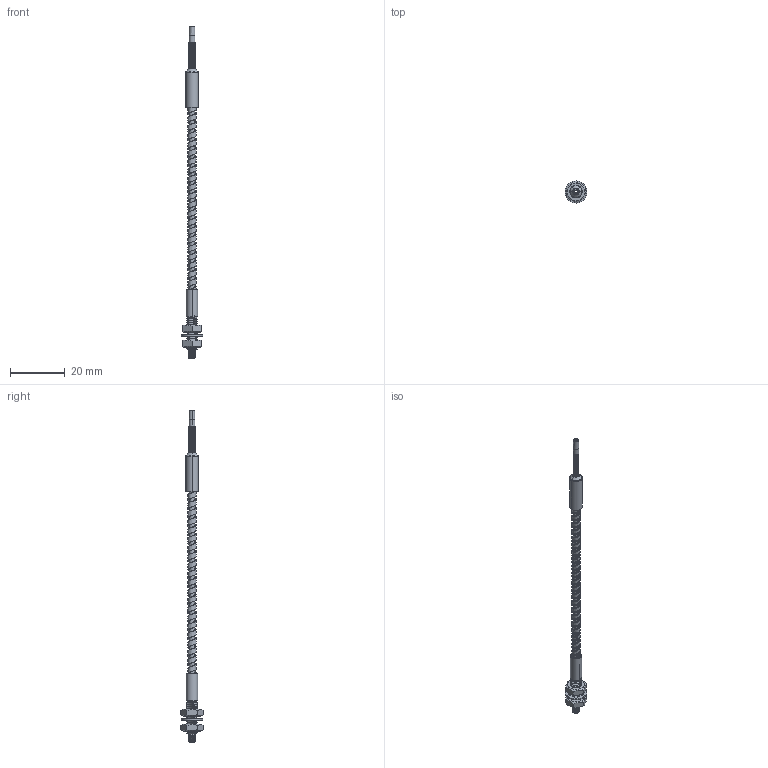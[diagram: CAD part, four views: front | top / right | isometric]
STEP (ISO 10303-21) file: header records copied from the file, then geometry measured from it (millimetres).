
FILE_DESCRIPTION((''),'2;1');
FILE_NAME('189695_ASM','2015-08-17T',('pdmadmin'),(''),'PRO/ENGINEER BY PARAMETRIC TECHNOLOGY CORPORATION, 2013230','PRO/ENGINEER BY PARAMETRIC TECHNOLOGY CORPORATION, 2013230','');
FILE_SCHEMA(('CONFIG_CONTROL_DESIGN'));
Products named in the file (6): SS_TUBING_STW_-120; 110532; FTI_B151821; 40844; 40845; 189695_ASM
Assembly tree (6 placements, depth 2):
  189695_ASM
    SS_TUBING_STW_-120
    110532
    FTI_B151821
    40844  x2
    40845
Bounding box: 8 x 8.08 x 121.52 mm (x, y, z)
Volume: 644.3 mm3; surface area: 3286.2 mm2
Topology: 6 solids, 8 shells, 632 faces, 1373 edges, 755 vertices
Faces by surface type: torus 200, cylinder 150, cone 144, bspline 89, plane 49
Entity records: 35629 total; most frequent: CARTESIAN_POINT 22348, DIRECTION 2909, ORIENTED_EDGE 2666, EDGE_CURVE 1335, AXIS2_PLACEMENT_3D 1229, VERTEX_POINT 731, CIRCLE 688, EDGE_LOOP 626
